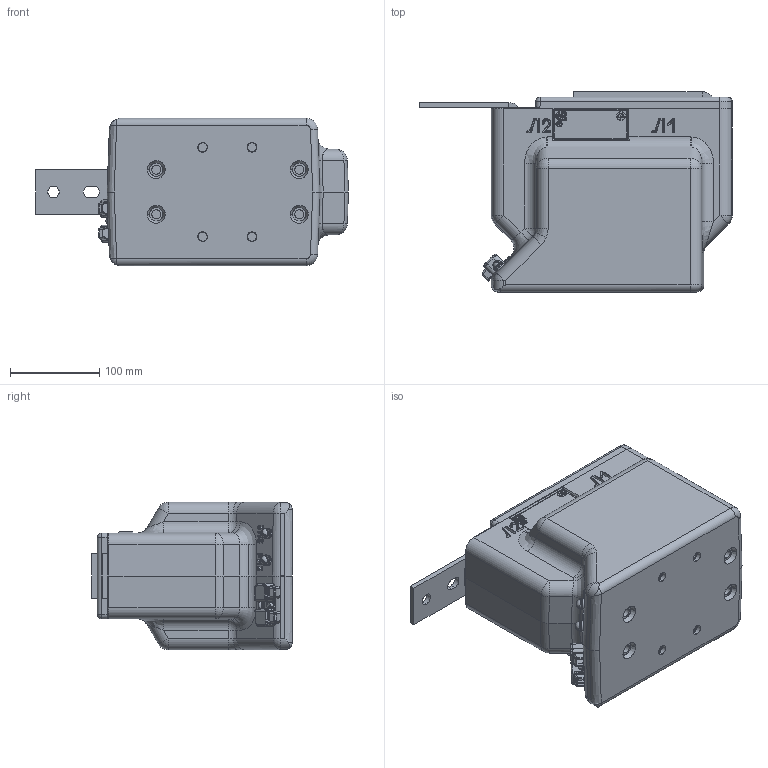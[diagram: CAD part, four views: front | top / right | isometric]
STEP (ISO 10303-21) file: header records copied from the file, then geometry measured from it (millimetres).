
FILE_DESCRIPTION (( 'STEP AP203' ), '1' );
FILE_NAME ('ﾒﾎﾋ-10-8.2-2.STEP', '2013-03-04T04:42:55', ( '' ), ( '' ), 'SwSTEP 2.0', 'SolidWorks 2010', '' );
FILE_SCHEMA (( 'CONFIG_CONTROL_DESIGN' ));
Length unit declared in the file: millimetre
Products named in the file (1): ﾒﾎﾋ-10-8.2-2
Bounding box: 349.99 x 224 x 165 mm (x, y, z)
Volume: 7337748.3 mm3; surface area: 372283.6 mm2
Topology: 10 solids, 12 shells, 1057 faces, 2599 edges, 1604 vertices
Faces by surface type: plane 395, cylinder 312, bspline 147, cone 137, sphere 36, torus 30
Entity records: 34619 total; most frequent: CARTESIAN_POINT 10592, ORIENTED_EDGE 5154, DIRECTION 4858, EDGE_CURVE 2577, AXIS2_PLACEMENT_3D 1784, VERTEX_POINT 1604, LINE 1290, VECTOR 1290
